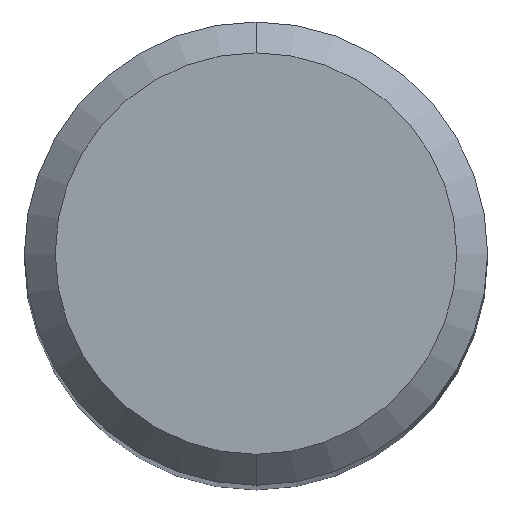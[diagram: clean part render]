
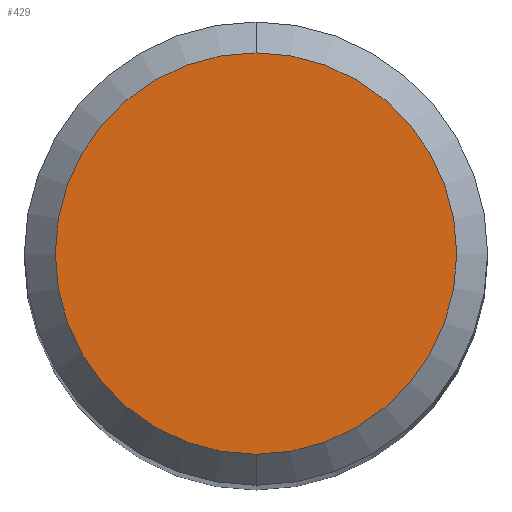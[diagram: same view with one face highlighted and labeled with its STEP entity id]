
A CAD part, top view. The second image highlights one B-rep face of the part: STEP entity #429.
In plain terms, the highlighted planar face has unit normal (0, 0, 1).
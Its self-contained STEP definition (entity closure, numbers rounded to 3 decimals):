
#211=EDGE_CURVE('',#355,#335,#529,.T.);
#335=VERTEX_POINT('',#666);
#355=VERTEX_POINT('',#690);
#429=ADVANCED_FACE('',(#771),#772,.T.);
#433=EDGE_CURVE('',#335,#355,#776,.T.);
#529=CIRCLE('',#882,2.6);
#666=CARTESIAN_POINT('',(0.0,2.6,0.0));
#690=CARTESIAN_POINT('',(0.,-2.6,0.0));
#771=FACE_OUTER_BOUND('',#1394,.T.);
#772=PLANE('',#1395);
#776=CIRCLE('',#1401,2.6);
#882=AXIS2_PLACEMENT_3D('',#1525,#1526,#1527);
#1394=EDGE_LOOP('',(#1777,#1778));
#1395=AXIS2_PLACEMENT_3D('',#1779,#1780,#1781);
#1401=AXIS2_PLACEMENT_3D('',#1785,#1786,#1787);
#1525=CARTESIAN_POINT('',(0.0,0.0,0.0));
#1526=DIRECTION('',(0.0,0.0,-1.0));
#1527=DIRECTION('',(0.0,1.0,0.0));
#1777=ORIENTED_EDGE('',*,*,#433,.F.);
#1778=ORIENTED_EDGE('',*,*,#211,.F.);
#1779=CARTESIAN_POINT('',(0.0,1.3,0.0));
#1780=DIRECTION('',(-0.0,0.0,1.0));
#1781=DIRECTION('',(0.0,-1.0,0.0));
#1785=CARTESIAN_POINT('',(0.0,0.0,0.0));
#1786=DIRECTION('',(0.0,0.0,-1.0));
#1787=DIRECTION('',(0.0,1.0,0.0));
